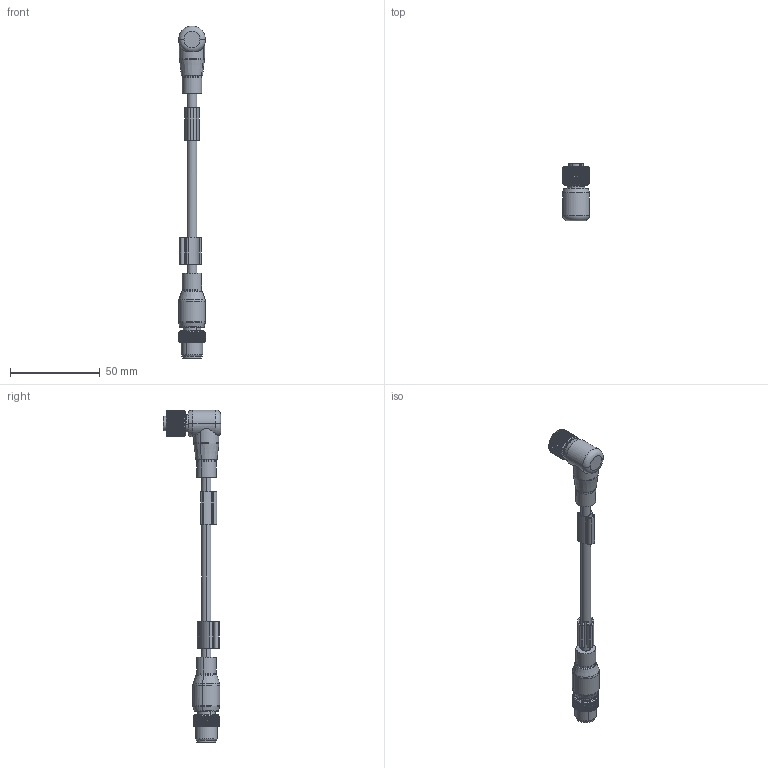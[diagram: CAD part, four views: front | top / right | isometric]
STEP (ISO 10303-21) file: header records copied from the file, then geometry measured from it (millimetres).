
FILE_DESCRIPTION(('CATIA V5 STEP Exchange','CAx-IF Rec.Pracs.--- Model Styling and Organization---1.5--- 2016-08-15','CAx-IF Rec.Pracs.---Supplemental Geometry---1.0---2011-11-01','CAx-IF Rec.Pracs.--- Composite Materials ---1.1---2010-07-15'),'2;1');
FILE_NAME ('135323-2_0', '2025-11-10T07:53:47+00:00', ('none'), ('Weidmueller'), 'CATIA Version 5-6 Release 2024 SP4', 'CATIA V5 STEP AP214 v3', 'none');
FILE_SCHEMA(('AUTOMOTIVE_DESIGN { 1 0 10303 214 1 1 1 1 }'));
Length unit declared in the file: millimetre
Products named in the file (1): 1059480000
Bounding box: 15 x 32 x 184.5 mm (x, y, z)
Volume: 16318.9 mm3; surface area: 11893.3 mm2
Topology: 1 solids, 20 shells, 1247 faces, 3363 edges, 2166 vertices
Faces by surface type: cylinder 492, plane 458, cone 164, torus 96, bspline 22, sphere 10, revolution 5
Entity records: 39868 total; most frequent: CARTESIAN_POINT 11409, ORIENTED_EDGE 6686, DIRECTION 4013, EDGE_CURVE 3343, VERTEX_POINT 2166, AXIS2_PLACEMENT_3D 2000, EDGE_LOOP 1332, ADVANCED_FACE 1247
